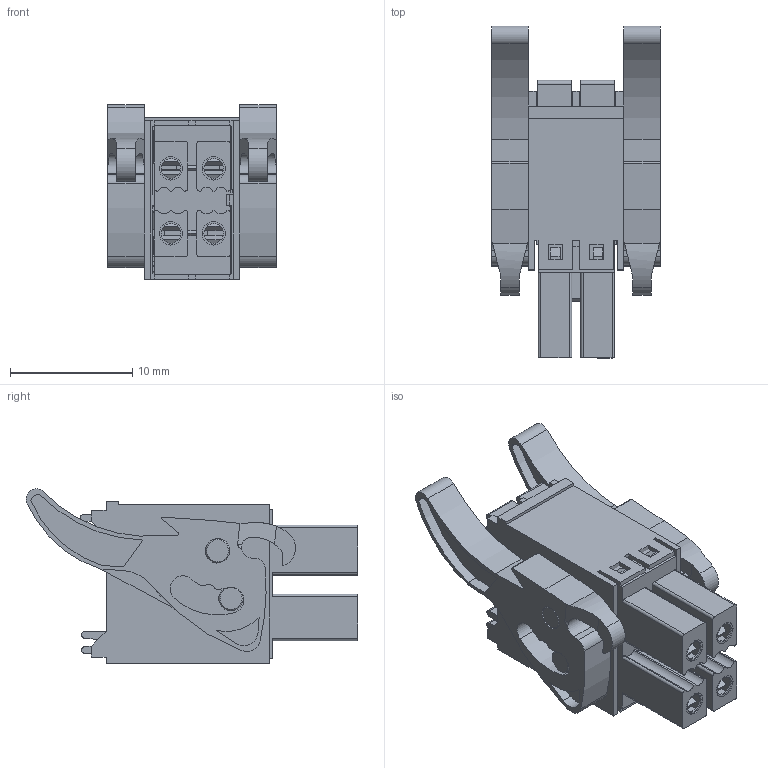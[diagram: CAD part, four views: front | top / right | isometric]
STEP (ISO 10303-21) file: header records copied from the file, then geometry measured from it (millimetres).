
FILE_DESCRIPTION(/* description */ ('Unknown'),/* implementation_level */ '2;1');
FILE_NAME(/* name */ '69137918004',/* time_stamp */ '2024-12-02T14:38:09+01:00',/* author */ ('Unknown'),/* organization */ ('Unknown'),/* preprocessor_version */ 'ST-DEVELOPER v19.4',/* originating_system */ 'Solid Edge',/* authorisation */ 'Unknown');
FILE_SCHEMA (('AUTOMOTIVE_DESIGN {1 0 10303 214 3 1 1}'));
Length unit declared in the file: millimetre
Products named in the file (8): 6913791800xx; 691379180004; 691379180004-2; 6913791800xx_Terminal Lever; 6913791800xx_Contact; 6913791000xx_Contact part 1; 6913791000xx_Contact part 2; 6913791800xx_Operating Lever
Assembly tree (14 placements, depth 3):
  6913791800xx
    691379180004
    691379180004-2
    6913791800xx_Terminal Lever  x4
    6913791800xx_Contact  x4
      6913791000xx_Contact part 1
      6913791000xx_Contact part 2
    6913791800xx_Operating Lever  x2
Bounding box: 13.8 x 27.15 x 14.28 mm (x, y, z)
Volume: 1585.2 mm3; surface area: 5103.5 mm2
Topology: 16 solids, 16 shells, 1107 faces, 3110 edges, 2047 vertices
Faces by surface type: plane 733, cylinder 346, bspline 20, cone 8
Full cylindrical faces by diameter (mm): 1.6 x4, 1.8 x2, 1.9 x4, 2 x8, 3 x4
Entity records: 19597 total; most frequent: CARTESIAN_POINT 3451, ORIENTED_EDGE 3106, DIRECTION 2987, EDGE_CURVE 1553, LINE 1227, VECTOR 1227, VERTEX_POINT 1036, AXIS2_PLACEMENT_3D 880
